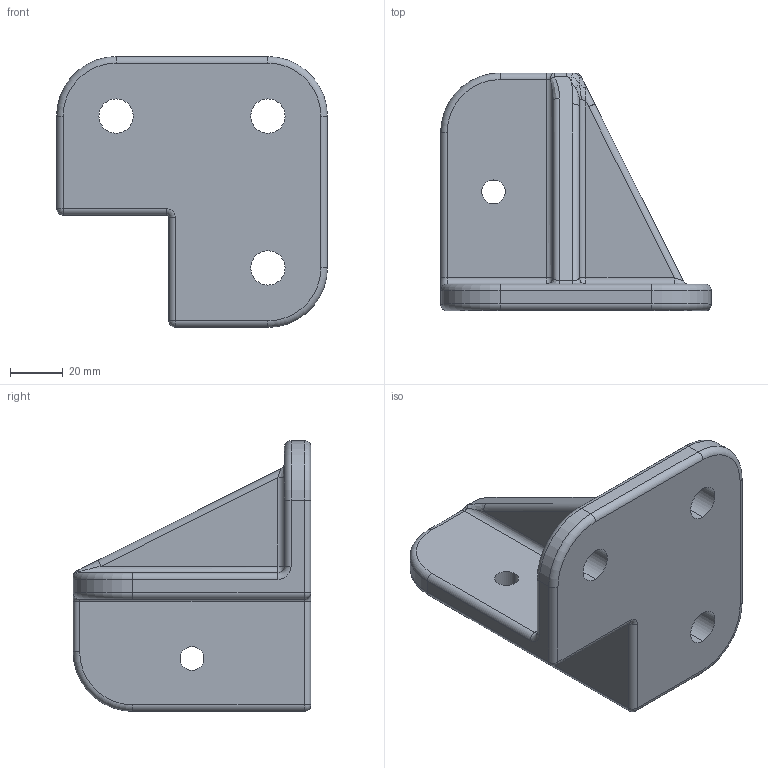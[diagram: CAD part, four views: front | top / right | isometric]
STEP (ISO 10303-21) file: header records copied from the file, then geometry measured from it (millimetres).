
FILE_DESCRIPTION (( 'STEP AP203' ), '1' );
FILE_NAME ('33-45452S-1.STEP', '2022-03-16T20:30:03', ( '' ), ( '' ), 'SwSTEP 2.0', 'SolidWorks 2021', '' );
FILE_SCHEMA (( 'CONFIG_CONTROL_DESIGN' ));
Length unit declared in the file: millimetre
Products named in the file (1): 33-45452S-1
Bounding box: 102.5 x 90 x 102.5 mm (x, y, z)
Volume: 182978.9 mm3; surface area: 41124.7 mm2
Topology: 1 solids, 1 shells, 106 faces, 251 edges, 140 vertices
Faces by surface type: cylinder 51, plane 17, torus 16, bspline 15, sphere 7
Entity records: 4003 total; most frequent: CARTESIAN_POINT 1581, DIRECTION 502, ORIENTED_EDGE 488, EDGE_CURVE 244, AXIS2_PLACEMENT_3D 205, VERTEX_POINT 140, EDGE_LOOP 116, CIRCLE 113
